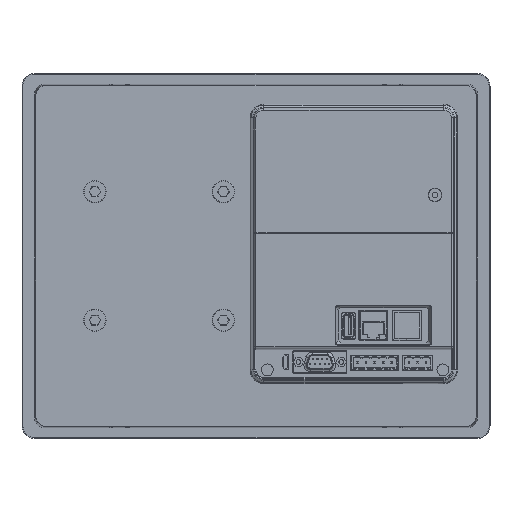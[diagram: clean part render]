
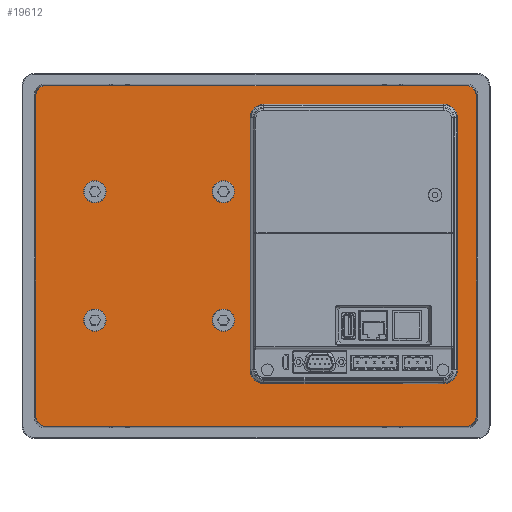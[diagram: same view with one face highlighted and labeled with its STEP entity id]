
A CAD part, top view. The second image highlights one B-rep face of the part: STEP entity #19612.
In plain terms, the highlighted planar face has unit normal (0, 0, 1).
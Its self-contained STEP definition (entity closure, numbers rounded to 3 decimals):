
#736=CARTESIAN_POINT('',(-122.554,-93.554,25.5));
#737=DIRECTION('',(0.,0.,-1.));
#738=DIRECTION('',(0.,-1.,0.));
#739=AXIS2_PLACEMENT_3D('',#736,#737,#738);
#741=CARTESIAN_POINT('',(-122.554,93.554,25.5));
#742=DIRECTION('',(0.,0.,-1.));
#743=DIRECTION('',(-1.,0.,0.));
#744=AXIS2_PLACEMENT_3D('',#741,#742,#743);
#746=CARTESIAN_POINT('',(122.554,93.554,25.5));
#747=DIRECTION('',(0.,0.,-1.));
#748=DIRECTION('',(0.,1.,0.));
#749=AXIS2_PLACEMENT_3D('',#746,#747,#748);
#751=CARTESIAN_POINT('',(122.554,-93.554,25.5));
#752=DIRECTION('',(0.,0.,-1.));
#753=DIRECTION('',(1.,0.,0.));
#754=AXIS2_PLACEMENT_3D('',#751,#752,#753);
#756=CARTESIAN_POINT('',(109.54,80.496,25.5));
#757=DIRECTION('',(0.,0.,1.));
#758=DIRECTION('',(1.,0.003,0.));
#759=AXIS2_PLACEMENT_3D('',#756,#757,#758);
#761=CARTESIAN_POINT('',(4.54,80.5,25.5));
#762=DIRECTION('',(0.,0.,1.));
#763=DIRECTION('',(-0.002,1.,0.));
#764=AXIS2_PLACEMENT_3D('',#761,#762,#763);
#766=CARTESIAN_POINT('',(4.534,-66.5,25.5));
#767=DIRECTION('',(0.,0.,1.));
#768=DIRECTION('',(-1.,-0.003,0.));
#769=AXIS2_PLACEMENT_3D('',#766,#767,#768);
#771=CARTESIAN_POINT('',(109.534,-66.504,25.5));
#772=DIRECTION('',(0.,0.,1.));
#773=DIRECTION('',(0.002,-1.,0.));
#774=AXIS2_PLACEMENT_3D('',#771,#772,#773);
#776=CARTESIAN_POINT('',(-94.,37.5,25.5));
#777=DIRECTION('',(0.,0.,1.));
#778=DIRECTION('',(-0.866,0.5,0.));
#779=AXIS2_PLACEMENT_3D('',#776,#777,#778);
#781=CARTESIAN_POINT('',(-94.,37.5,25.5));
#782=DIRECTION('',(0.,0.,1.));
#783=DIRECTION('',(0.866,-0.5,0.));
#784=AXIS2_PLACEMENT_3D('',#781,#782,#783);
#786=CARTESIAN_POINT('',(-19.,37.5,25.5));
#787=DIRECTION('',(0.,0.,1.));
#788=DIRECTION('',(-0.866,0.5,0.));
#789=AXIS2_PLACEMENT_3D('',#786,#787,#788);
#791=CARTESIAN_POINT('',(-19.,37.5,25.5));
#792=DIRECTION('',(0.,0.,1.));
#793=DIRECTION('',(0.866,-0.5,0.));
#794=AXIS2_PLACEMENT_3D('',#791,#792,#793);
#796=CARTESIAN_POINT('',(-19.,-37.5,25.5));
#797=DIRECTION('',(0.,0.,1.));
#798=DIRECTION('',(-0.866,0.5,0.));
#799=AXIS2_PLACEMENT_3D('',#796,#797,#798);
#801=CARTESIAN_POINT('',(-19.,-37.5,25.5));
#802=DIRECTION('',(0.,0.,1.));
#803=DIRECTION('',(0.866,-0.5,0.));
#804=AXIS2_PLACEMENT_3D('',#801,#802,#803);
#806=CARTESIAN_POINT('',(-94.,-37.5,25.5));
#807=DIRECTION('',(0.,0.,1.));
#808=DIRECTION('',(-0.866,0.5,0.));
#809=AXIS2_PLACEMENT_3D('',#806,#807,#808);
#811=CARTESIAN_POINT('',(-94.,-37.5,25.5));
#812=DIRECTION('',(0.,0.,1.));
#813=DIRECTION('',(0.866,-0.5,0.));
#814=AXIS2_PLACEMENT_3D('',#811,#812,#813);
#2353=DIRECTION('',(1.,0.,0.));
#2354=VECTOR('',#2353,245.105);
#2355=CARTESIAN_POINT('',(-122.552,-99.349,
25.5));
#2356=LINE('',#2355,#2354);
#2833=DIRECTION('',(0.,1.,0.));
#2834=VECTOR('',#2833,187.105);
#2835=CARTESIAN_POINT('',(128.349,-93.552,25.5));
#2836=LINE('',#2835,#2834);
#3319=DIRECTION('',(-1.,0.,0.));
#3320=VECTOR('',#3319,245.105);
#3321=CARTESIAN_POINT('',(122.552,99.349,25.5));
#3322=LINE('',#3321,#3320);
#3805=DIRECTION('',(0.,-1.,0.));
#3806=VECTOR('',#3805,187.105);
#3807=CARTESIAN_POINT('',(-128.349,93.552,25.5));
#3808=LINE('',#3807,#3806);
#3814=DIRECTION('',(1.,0.,0.));
#3815=VECTOR('',#3814,105.);
#3816=CARTESIAN_POINT('',(4.535,88.489,25.5));
#3817=LINE('',#3816,#3815);
#3862=DIRECTION('',(0.,1.,0.));
#3863=VECTOR('',#3862,147.);
#3864=CARTESIAN_POINT('',(-3.454,-66.507,25.5));
#3865=LINE('',#3864,#3863);
#9814=DIRECTION('',(-1.,0.,0.));
#9815=VECTOR('',#9814,105.);
#9816=CARTESIAN_POINT('',(109.539,-74.493,25.5));
#9817=LINE('',#9816,#9815);
#9854=DIRECTION('',(0.,-1.,0.));
#9855=VECTOR('',#9854,147.);
#9856=CARTESIAN_POINT('',(117.528,80.502,25.5));
#9857=LINE('',#9856,#9855);
#15242=CARTESIAN_POINT('',(-122.552,-99.349,
25.5));
#15243=CARTESIAN_POINT('',(-128.349,-93.552,
25.5));
#15244=VERTEX_POINT('',#15242);
#15245=VERTEX_POINT('',#15243);
#15246=CARTESIAN_POINT('',(-128.349,93.552,
25.5));
#15247=VERTEX_POINT('',#15246);
#15248=CARTESIAN_POINT('',(-122.552,99.349,
25.5));
#15249=VERTEX_POINT('',#15248);
#15250=CARTESIAN_POINT('',(122.552,99.349,25.5));
#15251=VERTEX_POINT('',#15250);
#15252=CARTESIAN_POINT('',(128.349,93.552,25.5));
#15253=VERTEX_POINT('',#15252);
#15254=CARTESIAN_POINT('',(128.349,-93.552,
25.5));
#15255=VERTEX_POINT('',#15254);
#15256=CARTESIAN_POINT('',(122.552,-99.349,
25.5));
#15257=VERTEX_POINT('',#15256);
#15258=CARTESIAN_POINT('',(117.529,80.516,25.5));
#15259=CARTESIAN_POINT('',(109.525,88.485,25.5));
#15260=VERTEX_POINT('',#15258);
#15261=VERTEX_POINT('',#15259);
#15262=CARTESIAN_POINT('',(4.535,88.489,25.5));
#15263=VERTEX_POINT('',#15262);
#15264=CARTESIAN_POINT('',(-3.45,80.48,25.5));
#15265=VERTEX_POINT('',#15264);
#15266=CARTESIAN_POINT('',(-3.454,-66.507,25.5));
#15267=VERTEX_POINT('',#15266);
#15268=CARTESIAN_POINT('',(4.549,-74.49,25.5));
#15269=VERTEX_POINT('',#15268);
#15270=CARTESIAN_POINT('',(109.539,-74.493,25.5));
#15271=VERTEX_POINT('',#15270);
#15272=CARTESIAN_POINT('',(117.524,-66.484,25.5));
#15273=VERTEX_POINT('',#15272);
#15274=CARTESIAN_POINT('',(-99.629,40.75,25.5));
#15275=CARTESIAN_POINT('',(-88.371,34.25,25.5));
#15276=VERTEX_POINT('',#15274);
#15277=VERTEX_POINT('',#15275);
#15278=CARTESIAN_POINT('',(-24.629,40.75,25.5));
#15279=CARTESIAN_POINT('',(-13.371,34.25,25.5));
#15280=VERTEX_POINT('',#15278);
#15281=VERTEX_POINT('',#15279);
#15282=CARTESIAN_POINT('',(-24.629,-34.25,25.5));
#15283=CARTESIAN_POINT('',(-13.371,-40.75,25.5));
#15284=VERTEX_POINT('',#15282);
#15285=VERTEX_POINT('',#15283);
#15286=CARTESIAN_POINT('',(-99.629,-34.25,25.5));
#15287=CARTESIAN_POINT('',(-88.371,-40.75,25.5));
#15288=VERTEX_POINT('',#15286);
#15289=VERTEX_POINT('',#15287);
#19548=CARTESIAN_POINT('',(0.,0.,25.5));
#19549=DIRECTION('',(0.,0.,1.));
#19550=DIRECTION('',(1.,0.,0.));
#19551=AXIS2_PLACEMENT_3D('',#19548,#19549,#19550);
#19552=PLANE('',#19551);
#19554=ORIENTED_EDGE('',*,*,#19553,.T.);
#19556=ORIENTED_EDGE('',*,*,#19555,.F.);
#19558=ORIENTED_EDGE('',*,*,#19557,.T.);
#19560=ORIENTED_EDGE('',*,*,#19559,.F.);
#19562=ORIENTED_EDGE('',*,*,#19561,.T.);
#19564=ORIENTED_EDGE('',*,*,#19563,.F.);
#19566=ORIENTED_EDGE('',*,*,#19565,.T.);
#19568=ORIENTED_EDGE('',*,*,#19567,.F.);
#19569=EDGE_LOOP('',(#19554,#19556,#19558,#19560,#19562,#19564,#19566,#19568));
#19570=FACE_OUTER_BOUND('',#19569,.F.);
#19571=ORIENTED_EDGE('',*,*,#19538,.T.);
#19573=ORIENTED_EDGE('',*,*,#19572,.F.);
#19575=ORIENTED_EDGE('',*,*,#19574,.T.);
#19577=ORIENTED_EDGE('',*,*,#19576,.F.);
#19579=ORIENTED_EDGE('',*,*,#19578,.T.);
#19581=ORIENTED_EDGE('',*,*,#19580,.F.);
#19583=ORIENTED_EDGE('',*,*,#19582,.T.);
#19585=ORIENTED_EDGE('',*,*,#19584,.F.);
#19586=EDGE_LOOP('',(#19571,#19573,#19575,#19577,#19579,#19581,#19583,#19585));
#19587=FACE_BOUND('',#19586,.F.);
#19589=ORIENTED_EDGE('',*,*,#19588,.T.);
#19591=ORIENTED_EDGE('',*,*,#19590,.T.);
#19592=EDGE_LOOP('',(#19589,#19591));
#19593=FACE_BOUND('',#19592,.F.);
#19595=ORIENTED_EDGE('',*,*,#19594,.T.);
#19597=ORIENTED_EDGE('',*,*,#19596,.T.);
#19598=EDGE_LOOP('',(#19595,#19597));
#19599=FACE_BOUND('',#19598,.F.);
#19601=ORIENTED_EDGE('',*,*,#19600,.T.);
#19603=ORIENTED_EDGE('',*,*,#19602,.T.);
#19604=EDGE_LOOP('',(#19601,#19603));
#19605=FACE_BOUND('',#19604,.F.);
#19607=ORIENTED_EDGE('',*,*,#19606,.T.);
#19609=ORIENTED_EDGE('',*,*,#19608,.T.);
#19610=EDGE_LOOP('',(#19607,#19609));
#19611=FACE_BOUND('',#19610,.F.);
#19612=ADVANCED_FACE('',(#19570,#19587,#19593,#19599,#19605,#19611),#19552,.T.);
#740=CIRCLE('',#739,5.795);
#745=CIRCLE('',#744,5.795);
#750=CIRCLE('',#749,5.795);
#755=CIRCLE('',#754,5.795);
#760=CIRCLE('',#759,7.99);
#765=CIRCLE('',#764,7.99);
#770=CIRCLE('',#769,7.99);
#775=CIRCLE('',#774,7.99);
#780=CIRCLE('',#779,6.5);
#785=CIRCLE('',#784,6.5);
#790=CIRCLE('',#789,6.5);
#795=CIRCLE('',#794,6.5);
#800=CIRCLE('',#799,6.5);
#805=CIRCLE('',#804,6.5);
#810=CIRCLE('',#809,6.5);
#815=CIRCLE('',#814,6.5);
#19538=EDGE_CURVE('',#15260,#15261,#760,.T.);
#19553=EDGE_CURVE('',#15244,#15245,#740,.T.);
#19555=EDGE_CURVE('',#15247,#15245,#3808,.T.);
#19557=EDGE_CURVE('',#15247,#15249,#745,.T.);
#19559=EDGE_CURVE('',#15251,#15249,#3322,.T.);
#19561=EDGE_CURVE('',#15251,#15253,#750,.T.);
#19563=EDGE_CURVE('',#15255,#15253,#2836,.T.);
#19565=EDGE_CURVE('',#15255,#15257,#755,.T.);
#19567=EDGE_CURVE('',#15244,#15257,#2356,.T.);
#19572=EDGE_CURVE('',#15263,#15261,#3817,.T.);
#19574=EDGE_CURVE('',#15263,#15265,#765,.T.);
#19576=EDGE_CURVE('',#15267,#15265,#3865,.T.);
#19578=EDGE_CURVE('',#15267,#15269,#770,.T.);
#19580=EDGE_CURVE('',#15271,#15269,#9817,.T.);
#19582=EDGE_CURVE('',#15271,#15273,#775,.T.);
#19584=EDGE_CURVE('',#15260,#15273,#9857,.T.);
#19588=EDGE_CURVE('',#15276,#15277,#780,.T.);
#19590=EDGE_CURVE('',#15277,#15276,#785,.T.);
#19594=EDGE_CURVE('',#15280,#15281,#790,.T.);
#19596=EDGE_CURVE('',#15281,#15280,#795,.T.);
#19600=EDGE_CURVE('',#15284,#15285,#800,.T.);
#19602=EDGE_CURVE('',#15285,#15284,#805,.T.);
#19606=EDGE_CURVE('',#15288,#15289,#810,.T.);
#19608=EDGE_CURVE('',#15289,#15288,#815,.T.);
